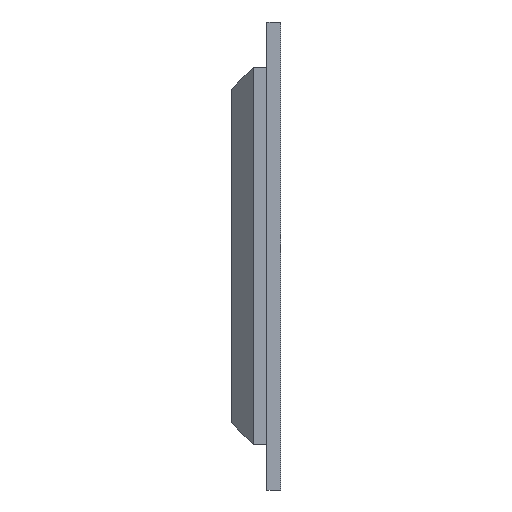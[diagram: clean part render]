
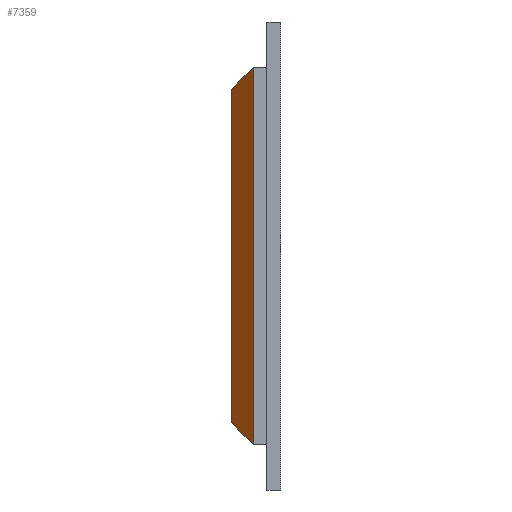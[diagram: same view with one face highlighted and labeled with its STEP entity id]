
A CAD part, front view. The second image highlights one B-rep face of the part: STEP entity #7359.
In plain terms, the highlighted planar face has unit normal (-0.707, -0.707, 0).
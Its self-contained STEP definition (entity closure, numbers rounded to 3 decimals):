
#323 = ORIENTED_EDGE ( 'NONE', *, *, #3384, .F. ) ;
#484 = DIRECTION ( 'NONE',  ( -0.707, 0.707, 0. ) ) ;
#529 = FACE_OUTER_BOUND ( 'NONE', #5730, .T. ) ;
#766 = VECTOR ( 'NONE', #6094, 1000. ) ;
#872 = EDGE_CURVE ( 'NONE', #6190, #4071, #8773, .T. ) ;
#916 = ORIENTED_EDGE ( 'NONE', *, *, #9267, .F. ) ;
#1447 = CARTESIAN_POINT ( 'NONE',  ( 1.515, -1.515, 1.515 ) ) ;
#1637 = LINE ( 'NONE', #6992, #8685 ) ;
#2110 = EDGE_CURVE ( 'NONE', #9931, #6190, #7613, .T. ) ;
#2243 = VECTOR ( 'NONE', #5035, 1000. ) ;
#2391 = DIRECTION ( 'NONE',  ( -0.577, 0.577, 0.577 ) ) ;
#2626 = VERTEX_POINT ( 'NONE', #4446 ) ;
#2821 = CARTESIAN_POINT ( 'NONE',  ( -15.24, 15.24, 35.025 ) ) ;
#3384 = EDGE_CURVE ( 'NONE', #2626, #4071, #1637, .T. ) ;
#4071 = VERTEX_POINT ( 'NONE', #7162 ) ;
#4350 = CARTESIAN_POINT ( 'NONE',  ( 0., 0., 0. ) ) ;
#4446 = CARTESIAN_POINT ( 'NONE',  ( 0., 0., -263.65 ) ) ;
#5035 = DIRECTION ( 'NONE',  ( 0., 0., -1. ) ) ;
#5730 = EDGE_LOOP ( 'NONE', ( #6680, #6711, #323, #916 ) ) ;
#6094 = DIRECTION ( 'NONE',  ( -0.577, 0.577, -0.577 ) ) ;
#6190 = VERTEX_POINT ( 'NONE', #7487 ) ;
#6493 = DIRECTION ( 'NONE',  ( 0., 0., -1. ) ) ;
#6581 = VECTOR ( 'NONE', #6493, 1000. ) ;
#6680 = ORIENTED_EDGE ( 'NONE', *, *, #2110, .T. ) ;
#6711 = ORIENTED_EDGE ( 'NONE', *, *, #872, .T. ) ;
#6992 = CARTESIAN_POINT ( 'NONE',  ( -109.718, 109.718, -153.932 ) ) ;
#7162 = CARTESIAN_POINT ( 'NONE',  ( -15.24, 15.24, -248.41 ) ) ;
#7220 = CARTESIAN_POINT ( 'NONE',  ( -15.24, 15.24, 35.025 ) ) ;
#7359 = ADVANCED_FACE ( 'NONE', ( #529 ), #9077, .F. ) ;
#7373 = CARTESIAN_POINT ( 'NONE',  ( 0., 0., 35.025 ) ) ;
#7487 = CARTESIAN_POINT ( 'NONE',  ( -15.24, 15.24, -15.24 ) ) ;
#7613 = LINE ( 'NONE', #1447, #766 ) ;
#7924 = AXIS2_PLACEMENT_3D ( 'NONE', #2821, #9039, #484 ) ;
#8685 = VECTOR ( 'NONE', #2391, 1000. ) ;
#8773 = LINE ( 'NONE', #7220, #6581 ) ;
#9039 = DIRECTION ( 'NONE',  ( 0.707, 0.707, 0. ) ) ;
#9077 = PLANE ( 'NONE',  #7924 ) ;
#9267 = EDGE_CURVE ( 'NONE', #9931, #2626, #9617, .T. ) ;
#9617 = LINE ( 'NONE', #7373, #2243 ) ;
#9931 = VERTEX_POINT ( 'NONE', #4350 ) ;
